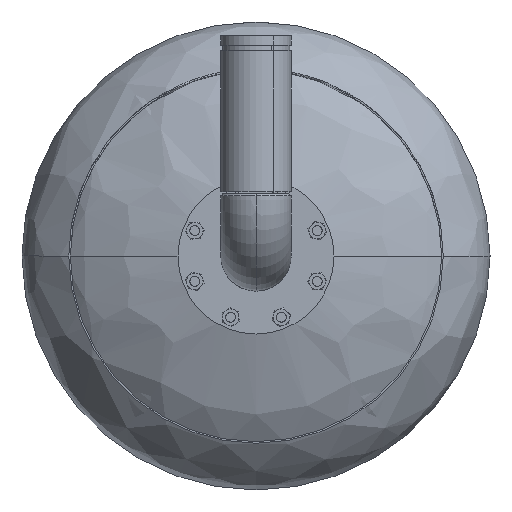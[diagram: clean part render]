
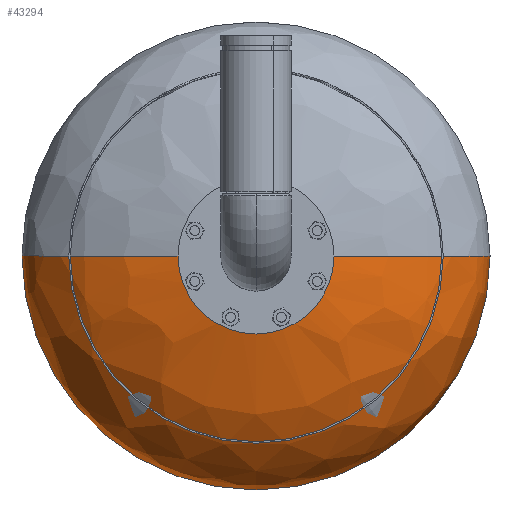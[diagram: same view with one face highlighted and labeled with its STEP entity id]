
A CAD part, front view. The second image highlights one B-rep face of the part: STEP entity #43294.
In plain terms, the highlighted free-form (B-spline) face has degree [3, 3] with [4, 4] control points.
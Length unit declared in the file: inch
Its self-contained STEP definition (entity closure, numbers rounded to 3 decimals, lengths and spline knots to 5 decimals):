
#826 = CARTESIAN_POINT ( 'NONE',  ( -15., 0.788, 0. ) ) ;
#1540 = CARTESIAN_POINT ( 'NONE',  ( 15., 0.788, 0. ) ) ;
#1595 = EDGE_CURVE ( 'NONE', #32348, #28435, #45741, .T. ) ;
#3087 = CARTESIAN_POINT ( 'NONE',  ( 15., 0.788, 0. ) ) ;
#5407 =( BOUNDED_SURFACE ( )  B_SPLINE_SURFACE ( 3, 3, ( 
 ( #38551, #14032, #30273, #18303 ),
 ( #46566, #26285, #33740, #6298 ),
 ( #41776, #47629, #39871, #43092 ),
 ( #3087, #22837, #52176, #19606 ) ),
 .UNSPECIFIED., .F., .F., .F. ) 
 B_SPLINE_SURFACE_WITH_KNOTS ( ( 4, 4 ),
 ( 4, 4 ),
 ( 0., 1. ),
 ( 0., 1. ),
 .UNSPECIFIED. ) 
 GEOMETRIC_REPRESENTATION_ITEM ( )  RATIONAL_B_SPLINE_SURFACE ( (
 ( 1., 0.333, 0.333, 1.),
 ( 0.878, 0.293, 0.293, 0.878),
 ( 0.878, 0.293, 0.293, 0.878),
 ( 1., 0.333, 0.333, 1.) ) ) 
 REPRESENTATION_ITEM ( '' )  SURFACE ( )  );
#6298 = CARTESIAN_POINT ( 'NONE',  ( -11.20204, 6.832, 0. ) ) ;
#8213 = AXIS2_PLACEMENT_3D ( 'NONE', #49029, #32985, #9004 ) ;
#8509 = CARTESIAN_POINT ( 'NONE',  ( 11.20204, 6.832, 0. ) ) ;
#8951 = AXIS2_PLACEMENT_3D ( 'NONE', #40686, #45738, #17215 ) ;
#9004 = DIRECTION ( 'NONE',  ( -1., 0., 0. ) ) ;
#10151 = DIRECTION ( 'NONE',  ( -1., 0., 0. ) ) ;
#10213 = VERTEX_POINT ( 'NONE', #39614 ) ;
#11578 = CIRCLE ( 'NONE', #8213, 5. ) ;
#11832 = ORIENTED_EDGE ( 'NONE', *, *, #40799, .T. ) ;
#12029 = ORIENTED_EDGE ( 'NONE', *, *, #31769, .F. ) ;
#12240 = CARTESIAN_POINT ( 'NONE',  ( 5., 7.94109, 0. ) ) ;
#12737 = ORIENTED_EDGE ( 'NONE', *, *, #46645, .T. ) ;
#14032 = CARTESIAN_POINT ( 'NONE',  ( 5., 7.94109, -10. ) ) ;
#17215 = DIRECTION ( 'NONE',  ( -1., 0., 0. ) ) ;
#18303 = CARTESIAN_POINT ( 'NONE',  ( -5., 7.94109, 0. ) ) ;
#19606 = CARTESIAN_POINT ( 'NONE',  ( -15., 0.788, 0. ) ) ;
#20074 = CARTESIAN_POINT ( 'NONE',  ( -11.20204, 6.832, 0. ) ) ;
#21046 = AXIS2_PLACEMENT_3D ( 'NONE', #26143, #22687, #10151 ) ;
#21619 = CARTESIAN_POINT ( 'NONE',  ( 5., 7.94109, 0. ) ) ;
#21720 = CIRCLE ( 'NONE', #8951, 15. ) ;
#22687 = DIRECTION ( 'NONE',  ( 0., 1., 0. ) ) ;
#22837 = CARTESIAN_POINT ( 'NONE',  ( 15., 0.788, -30. ) ) ;
#23393 = EDGE_CURVE ( 'NONE', #10213, #35729, #49342, .T. ) ;
#25025 = EDGE_LOOP ( 'NONE', ( #41828, #12029, #34581, #11832, #12737 ) ) ;
#26143 = CARTESIAN_POINT ( 'NONE',  ( 0., 7.94109, 0. ) ) ;
#26285 = CARTESIAN_POINT ( 'NONE',  ( 11.20204, 6.832, -22.40408 ) ) ;
#28232 = CARTESIAN_POINT ( 'NONE',  ( 15., 0.788, 0. ) ) ;
#28435 = VERTEX_POINT ( 'NONE', #40808 ) ;
#29275 = CARTESIAN_POINT ( 'NONE',  ( 15., 4.11528, 0. ) ) ;
#30273 = CARTESIAN_POINT ( 'NONE',  ( -5., 7.94109, -10. ) ) ;
#31014 = CARTESIAN_POINT ( 'NONE',  ( -15., 0.788, 0. ) ) ;
#31769 = EDGE_CURVE ( 'NONE', #28435, #10213, #11578, .T. ) ;
#32348 = VERTEX_POINT ( 'NONE', #21619 ) ;
#32985 = DIRECTION ( 'NONE',  ( 0., 1., 0. ) ) ;
#33740 = CARTESIAN_POINT ( 'NONE',  ( -11.20204, 6.832, -22.40408 ) ) ;
#34581 = ORIENTED_EDGE ( 'NONE', *, *, #1595, .F. ) ;
#35729 = VERTEX_POINT ( 'NONE', #826 ) ;
#38551 = CARTESIAN_POINT ( 'NONE',  ( 5., 7.94109, 0. ) ) ;
#39614 = CARTESIAN_POINT ( 'NONE',  ( -5., 7.94109, 0. ) ) ;
#39871 = CARTESIAN_POINT ( 'NONE',  ( -15., 4.11528, -30. ) ) ;
#40686 = CARTESIAN_POINT ( 'NONE',  ( 0., 0.788, 0. ) ) ;
#40799 = EDGE_CURVE ( 'NONE', #32348, #46468, #51065, .T. ) ;
#40808 = CARTESIAN_POINT ( 'NONE',  ( 0., 7.94109, -5. ) ) ;
#41776 = CARTESIAN_POINT ( 'NONE',  ( 15., 4.11528, 0. ) ) ;
#41828 = ORIENTED_EDGE ( 'NONE', *, *, #23393, .F. ) ;
#43092 = CARTESIAN_POINT ( 'NONE',  ( -15., 4.11528, 0. ) ) ;
#43294 = ADVANCED_FACE ( 'NONE', ( #50592 ), #5407, .T. ) ;
#45738 = DIRECTION ( 'NONE',  ( 0., 1., 0. ) ) ;
#45741 = CIRCLE ( 'NONE', #21046, 5. ) ;
#46468 = VERTEX_POINT ( 'NONE', #1540 ) ;
#46566 = CARTESIAN_POINT ( 'NONE',  ( 11.20204, 6.832, 0. ) ) ;
#46645 = EDGE_CURVE ( 'NONE', #46468, #35729, #21720, .T. ) ;
#47629 = CARTESIAN_POINT ( 'NONE',  ( 15., 4.11528, -30. ) ) ;
#48353 = CARTESIAN_POINT ( 'NONE',  ( -5., 7.94109, 0. ) ) ;
#49029 = CARTESIAN_POINT ( 'NONE',  ( 0., 7.94109, 0. ) ) ;
#49342 =( BOUNDED_CURVE ( )  B_SPLINE_CURVE ( 3, ( #48353, #20074, #52639, #31014 ),
 .UNSPECIFIED., .F., .F. ) 
 B_SPLINE_CURVE_WITH_KNOTS ( ( 4, 4 ),
 ( 5.05223, 6.28319 ),
 .UNSPECIFIED. ) 
 CURVE ( )  GEOMETRIC_REPRESENTATION_ITEM ( )  RATIONAL_B_SPLINE_CURVE ( ( 1., 0.878, 0.878, 1. ) ) 
 REPRESENTATION_ITEM ( '' )  );
#50592 = FACE_OUTER_BOUND ( 'NONE', #25025, .T. ) ;
#51065 =( BOUNDED_CURVE ( )  B_SPLINE_CURVE ( 3, ( #12240, #8509, #29275, #28232 ),
 .UNSPECIFIED., .F., .F. ) 
 B_SPLINE_CURVE_WITH_KNOTS ( ( 4, 4 ),
 ( 5.05223, 6.28319 ),
 .UNSPECIFIED. ) 
 CURVE ( )  GEOMETRIC_REPRESENTATION_ITEM ( )  RATIONAL_B_SPLINE_CURVE ( ( 1., 0.878, 0.878, 1. ) ) 
 REPRESENTATION_ITEM ( '' )  );
#52176 = CARTESIAN_POINT ( 'NONE',  ( -15., 0.788, -30. ) ) ;
#52639 = CARTESIAN_POINT ( 'NONE',  ( -15., 4.11528, 0. ) ) ;
